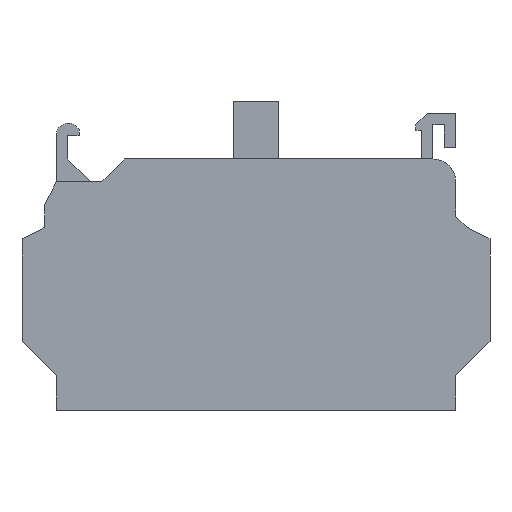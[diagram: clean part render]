
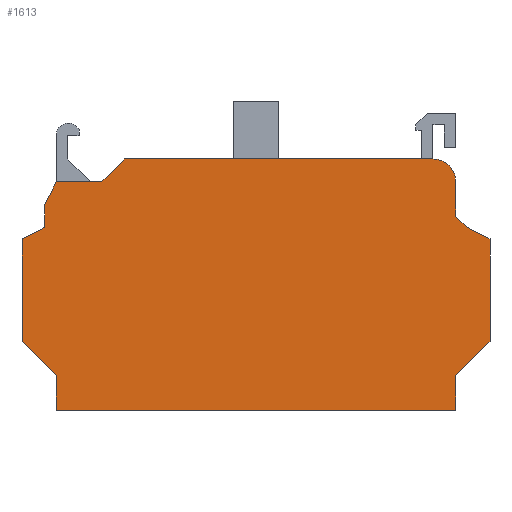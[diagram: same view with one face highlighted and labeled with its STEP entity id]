
A CAD part, left-side view. The second image highlights one B-rep face of the part: STEP entity #1613.
In plain terms, the highlighted planar face has unit normal (-1, 0, 0).
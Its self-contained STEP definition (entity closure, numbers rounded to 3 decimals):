
#788=CARTESIAN_POINT('',(0.0,11.5,22.0));
#789=VERTEX_POINT('',#788);
#796=CARTESIAN_POINT('',(0.,-15.5,22.));
#797=VERTEX_POINT('',#796);
#798=CARTESIAN_POINT('',(0.,-15.5,22.));
#799=DIRECTION('',(0.0,1.0,0.0));
#800=VECTOR('',#799,27.);
#801=LINE('',#798,#800);
#802=EDGE_CURVE('',#797,#789,#801,.T.);
#1203=CARTESIAN_POINT('',(0.,17.5,0.0));
#1204=VERTEX_POINT('',#1203);
#1211=CARTESIAN_POINT('',(0.,17.5,3.));
#1212=VERTEX_POINT('',#1211);
#1213=CARTESIAN_POINT('',(0.,17.5,3.));
#1214=DIRECTION('',(0.0,0.0,-1.0));
#1215=VECTOR('',#1214,3.);
#1216=LINE('',#1213,#1215);
#1217=EDGE_CURVE('',#1212,#1204,#1216,.T.);
#1235=CARTESIAN_POINT('',(0.,20.5,6.));
#1236=VERTEX_POINT('',#1235);
#1237=CARTESIAN_POINT('',(0.,20.5,6.));
#1238=DIRECTION('',(0.,-0.707,-0.707));
#1239=VECTOR('',#1238,4.243);
#1240=LINE('',#1237,#1239);
#1241=EDGE_CURVE('',#1236,#1212,#1240,.T.);
#1259=CARTESIAN_POINT('',(0.,20.5,15.0));
#1260=VERTEX_POINT('',#1259);
#1261=CARTESIAN_POINT('',(0.,20.5,15.0));
#1262=DIRECTION('',(0.0,0.0,-1.0));
#1263=VECTOR('',#1262,9.0);
#1264=LINE('',#1261,#1263);
#1265=EDGE_CURVE('',#1260,#1236,#1264,.T.);
#1283=CARTESIAN_POINT('',(0.,18.5,16.0));
#1284=VERTEX_POINT('',#1283);
#1285=CARTESIAN_POINT('',(0.,18.5,16.0));
#1286=DIRECTION('',(0.,0.894,-0.447));
#1287=VECTOR('',#1286,2.236);
#1288=LINE('',#1285,#1287);
#1289=EDGE_CURVE('',#1284,#1260,#1288,.T.);
#1307=CARTESIAN_POINT('',(0.,18.5,18.0));
#1308=VERTEX_POINT('',#1307);
#1309=CARTESIAN_POINT('',(0.,18.5,18.0));
#1310=DIRECTION('',(0.0,0.0,-1.0));
#1311=VECTOR('',#1310,2.0);
#1312=LINE('',#1309,#1311);
#1313=EDGE_CURVE('',#1308,#1284,#1312,.T.);
#1331=CARTESIAN_POINT('',(0.,17.5,20.0));
#1332=VERTEX_POINT('',#1331);
#1333=CARTESIAN_POINT('',(0.,17.5,20.0));
#1334=DIRECTION('',(0.,0.447,-0.894));
#1335=VECTOR('',#1334,2.236);
#1336=LINE('',#1333,#1335);
#1337=EDGE_CURVE('',#1332,#1308,#1336,.T.);
#1363=CARTESIAN_POINT('',(0.0,13.5,20.0));
#1364=VERTEX_POINT('',#1363);
#1365=CARTESIAN_POINT('',(0.0,13.5,20.0));
#1366=DIRECTION('',(0.0,1.0,0.0));
#1367=VECTOR('',#1366,4.);
#1368=LINE('',#1365,#1367);
#1369=EDGE_CURVE('',#1364,#1332,#1368,.T.);
#1390=CARTESIAN_POINT('',(0.0,11.5,22.0));
#1391=DIRECTION('',(0.,0.707,-0.707));
#1392=VECTOR('',#1391,2.828);
#1393=LINE('',#1390,#1392);
#1394=EDGE_CURVE('',#789,#1364,#1393,.T.);
#1409=CARTESIAN_POINT('',(0.,-17.5,20.));
#1410=VERTEX_POINT('',#1409);
#1411=CARTESIAN_POINT('',(0.,-15.5,20.));
#1412=DIRECTION('',(-1.0,0.0,0.0));
#1413=DIRECTION('',(0.0,-1.0,0.0));
#1414=AXIS2_PLACEMENT_3D('',#1411,#1412,#1413);
#1415=CIRCLE('',#1414,2.);
#1416=EDGE_CURVE('',#1410,#797,#1415,.T.);
#1434=CARTESIAN_POINT('',(0.,-17.5,17.0));
#1435=VERTEX_POINT('',#1434);
#1436=CARTESIAN_POINT('',(0.,-17.5,17.0));
#1437=DIRECTION('',(0.0,0.0,1.0));
#1438=VECTOR('',#1437,3.);
#1439=LINE('',#1436,#1438);
#1440=EDGE_CURVE('',#1435,#1410,#1439,.T.);
#1458=CARTESIAN_POINT('',(0.,-18.5,16.0));
#1459=VERTEX_POINT('',#1458);
#1460=CARTESIAN_POINT('',(0.,-18.5,16.0));
#1461=DIRECTION('',(0.,0.707,0.707));
#1462=VECTOR('',#1461,1.414);
#1463=LINE('',#1460,#1462);
#1464=EDGE_CURVE('',#1459,#1435,#1463,.T.);
#1482=CARTESIAN_POINT('',(0.,-20.5,15.0));
#1483=VERTEX_POINT('',#1482);
#1484=CARTESIAN_POINT('',(0.,-20.5,15.0));
#1485=DIRECTION('',(0.,0.894,0.447));
#1486=VECTOR('',#1485,2.236);
#1487=LINE('',#1484,#1486);
#1488=EDGE_CURVE('',#1483,#1459,#1487,.T.);
#1506=CARTESIAN_POINT('',(0.,-20.5,6.));
#1507=VERTEX_POINT('',#1506);
#1508=CARTESIAN_POINT('',(0.,-20.5,6.));
#1509=DIRECTION('',(0.0,0.0,1.0));
#1510=VECTOR('',#1509,9.0);
#1511=LINE('',#1508,#1510);
#1512=EDGE_CURVE('',#1507,#1483,#1511,.T.);
#1530=CARTESIAN_POINT('',(0.,-17.5,3.));
#1531=VERTEX_POINT('',#1530);
#1532=CARTESIAN_POINT('',(0.,-17.5,3.));
#1533=DIRECTION('',(0.,-0.707,0.707));
#1534=VECTOR('',#1533,4.243);
#1535=LINE('',#1532,#1534);
#1536=EDGE_CURVE('',#1531,#1507,#1535,.T.);
#1554=CARTESIAN_POINT('',(0.,-17.5,0.0));
#1555=VERTEX_POINT('',#1554);
#1556=CARTESIAN_POINT('',(0.,-17.5,0.0));
#1557=DIRECTION('',(0.0,0.0,1.0));
#1558=VECTOR('',#1557,3.);
#1559=LINE('',#1556,#1558);
#1560=EDGE_CURVE('',#1555,#1531,#1559,.T.);
#1578=CARTESIAN_POINT('',(0.,17.5,0.0));
#1579=DIRECTION('',(0.0,-1.0,0.0));
#1580=VECTOR('',#1579,35.0);
#1581=LINE('',#1578,#1580);
#1582=EDGE_CURVE('',#1204,#1555,#1581,.T.);
#1589=CARTESIAN_POINT('',(0.0,0.027,10.654));
#1590=DIRECTION('',(-1.0,0.0,0.0));
#1591=DIRECTION('',(0.0,-1.0,0.0));
#1592=AXIS2_PLACEMENT_3D('',#1589,#1590,#1591);
#1593=PLANE('',#1592);
#1594=ORIENTED_EDGE('',*,*,#1582,.T.);
#1595=ORIENTED_EDGE('',*,*,#1560,.T.);
#1596=ORIENTED_EDGE('',*,*,#1536,.T.);
#1597=ORIENTED_EDGE('',*,*,#1512,.T.);
#1598=ORIENTED_EDGE('',*,*,#1488,.T.);
#1599=ORIENTED_EDGE('',*,*,#1464,.T.);
#1600=ORIENTED_EDGE('',*,*,#1440,.T.);
#1601=ORIENTED_EDGE('',*,*,#1416,.T.);
#1602=ORIENTED_EDGE('',*,*,#802,.T.);
#1603=ORIENTED_EDGE('',*,*,#1394,.T.);
#1604=ORIENTED_EDGE('',*,*,#1369,.T.);
#1605=ORIENTED_EDGE('',*,*,#1337,.T.);
#1606=ORIENTED_EDGE('',*,*,#1313,.T.);
#1607=ORIENTED_EDGE('',*,*,#1289,.T.);
#1608=ORIENTED_EDGE('',*,*,#1265,.T.);
#1609=ORIENTED_EDGE('',*,*,#1241,.T.);
#1610=ORIENTED_EDGE('',*,*,#1217,.T.);
#1611=EDGE_LOOP('',(#1594,#1595,#1596,#1597,#1598,#1599,#1600,#1601,#1602,#1603,#1604,#1605,#1606,#1607,#1608,#1609,#1610));
#1612=FACE_OUTER_BOUND('',#1611,.T.);
#1613=ADVANCED_FACE('',(#1612),#1593,.T.);
